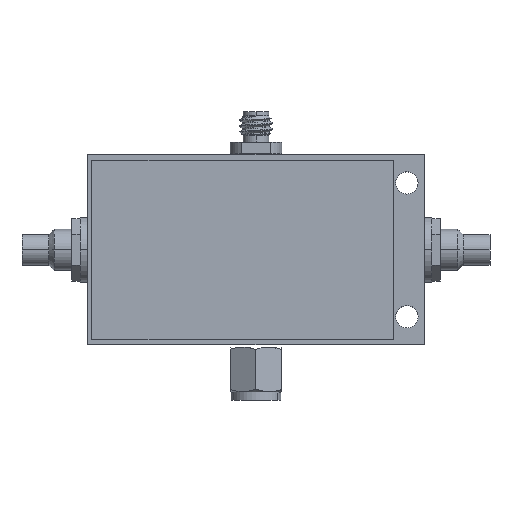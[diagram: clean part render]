
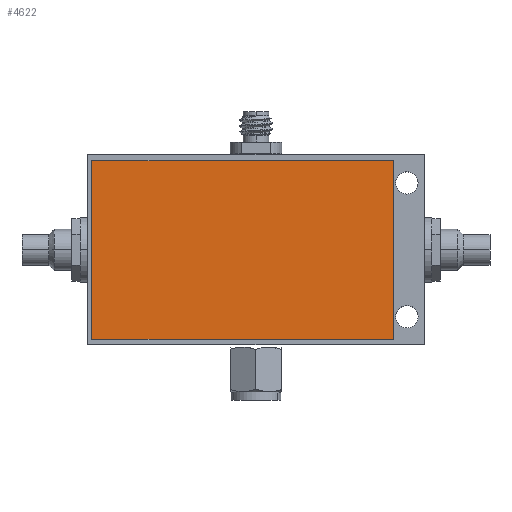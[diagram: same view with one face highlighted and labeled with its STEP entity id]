
A CAD part, top view. The second image highlights one B-rep face of the part: STEP entity #4622.
In plain terms, the highlighted planar face has unit normal (0, 0, 1).
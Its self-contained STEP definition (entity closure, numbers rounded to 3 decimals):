
#427 = EDGE_CURVE ( 'NONE', #3609, #1053, #3392, .T. ) ;
#496 = VECTOR ( 'NONE', #4966, 1000. ) ;
#694 = ORIENTED_EDGE ( 'NONE', *, *, #3288, .F. ) ;
#1053 = VERTEX_POINT ( 'NONE', #1435 ) ;
#1230 = ORIENTED_EDGE ( 'NONE', *, *, #3178, .F. ) ;
#1394 = VECTOR ( 'NONE', #5548, 1000. ) ;
#1435 = CARTESIAN_POINT ( 'NONE',  ( -12.789, -21.697, -1.5 ) ) ;
#1716 = CARTESIAN_POINT ( 'NONE',  ( -12.789, -0.697, -1.5 ) ) ;
#1818 = ORIENTED_EDGE ( 'NONE', *, *, #427, .F. ) ;
#1863 = VECTOR ( 'NONE', #2222, 1000. ) ;
#1875 = AXIS2_PLACEMENT_3D ( 'NONE', #5090, #4156, #4188 ) ;
#2038 = CARTESIAN_POINT ( 'NONE',  ( 22.711, -21.697, -1.5 ) ) ;
#2079 = EDGE_LOOP ( 'NONE', ( #694, #5213, #1818, #1230 ) ) ;
#2222 = DIRECTION ( 'NONE',  ( 1., 0., 0. ) ) ;
#2458 = LINE ( 'NONE', #2038, #2579 ) ;
#2579 = VECTOR ( 'NONE', #2838, 1000. ) ;
#2838 = DIRECTION ( 'NONE',  ( 0., -1., 0. ) ) ;
#3178 = EDGE_CURVE ( 'NONE', #4319, #3609, #2458, .T. ) ;
#3224 = EDGE_CURVE ( 'NONE', #1053, #4811, #5550, .T. ) ;
#3288 = EDGE_CURVE ( 'NONE', #4811, #4319, #4551, .T. ) ;
#3376 = FACE_OUTER_BOUND ( 'NONE', #2079, .T. ) ;
#3392 = LINE ( 'NONE', #4653, #1394 ) ;
#3609 = VERTEX_POINT ( 'NONE', #4948 ) ;
#3682 = CARTESIAN_POINT ( 'NONE',  ( -12.789, -0.697, -1.5 ) ) ;
#3788 = PLANE ( 'NONE',  #1875 ) ;
#3950 = CARTESIAN_POINT ( 'NONE',  ( 22.711, -0.697, -1.5 ) ) ;
#4156 = DIRECTION ( 'NONE',  ( 0., 0., 1. ) ) ;
#4188 = DIRECTION ( 'NONE',  ( 1., 0., 0. ) ) ;
#4319 = VERTEX_POINT ( 'NONE', #4389 ) ;
#4389 = CARTESIAN_POINT ( 'NONE',  ( 22.711, -0.697, -1.5 ) ) ;
#4551 = LINE ( 'NONE', #3950, #1863 ) ;
#4622 = ADVANCED_FACE ( 'NONE', ( #3376 ), #3788, .T. ) ;
#4653 = CARTESIAN_POINT ( 'NONE',  ( -12.789, -21.697, -1.5 ) ) ;
#4811 = VERTEX_POINT ( 'NONE', #3682 ) ;
#4948 = CARTESIAN_POINT ( 'NONE',  ( 22.711, -21.697, -1.5 ) ) ;
#4966 = DIRECTION ( 'NONE',  ( 0., 1., 0. ) ) ;
#5090 = CARTESIAN_POINT ( 'NONE',  ( 0., 0., -1.5 ) ) ;
#5213 = ORIENTED_EDGE ( 'NONE', *, *, #3224, .F. ) ;
#5548 = DIRECTION ( 'NONE',  ( -1., 0., 0. ) ) ;
#5550 = LINE ( 'NONE', #1716, #496 ) ;
